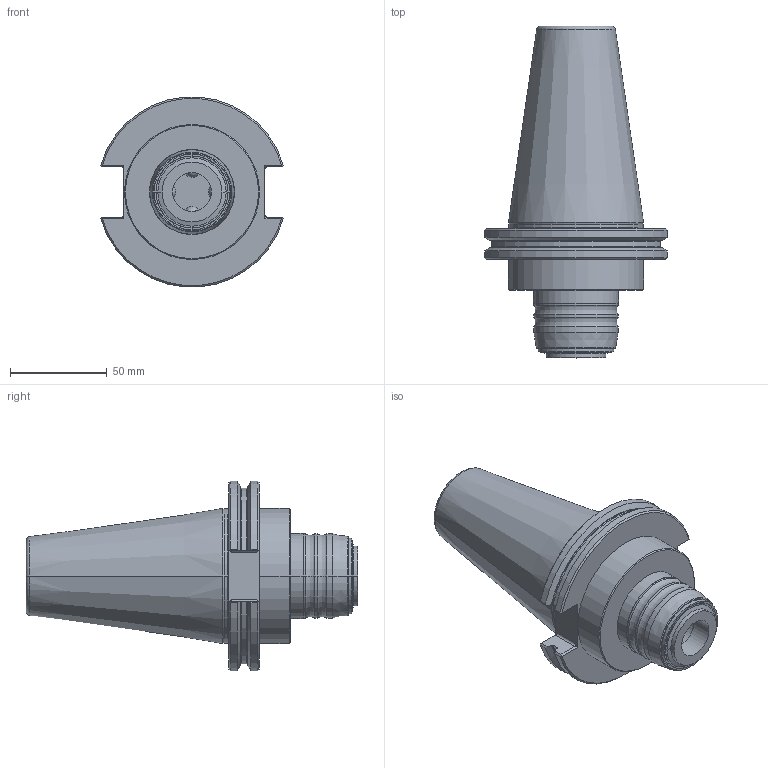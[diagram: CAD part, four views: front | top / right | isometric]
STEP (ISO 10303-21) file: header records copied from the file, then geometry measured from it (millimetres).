
FILE_DESCRIPTION((''),'2;1');
FILE_NAME('23400-50CAT','2021-06-18T16:48:44',('046'),(''),'CREO PARAMETRIC BY PTC INC, 2019352','CREO PARAMETRIC BY PTC INC, 2019352','');
FILE_SCHEMA(('CONFIG_CONTROL_DESIGN'));
Length unit declared in the file: millimetre
Products named in the file (1): 23400-50CAT
Bounding box: 94.4 x 171.6 x 98.06 mm (x, y, z)
Volume: 431073 mm3; surface area: 53515.7 mm2
Topology: 1 solids, 1 shells, 153 faces, 374 edges, 230 vertices
Faces by surface type: cylinder 50, cone 44, plane 35, torus 20, sphere 4
Entity records: 5212 total; most frequent: CARTESIAN_POINT 1629, DIRECTION 746, ORIENTED_EDGE 740, EDGE_CURVE 370, AXIS2_PLACEMENT_3D 299, VERTEX_POINT 230, EDGE_LOOP 164, FACE_OUTER_BOUND 153
